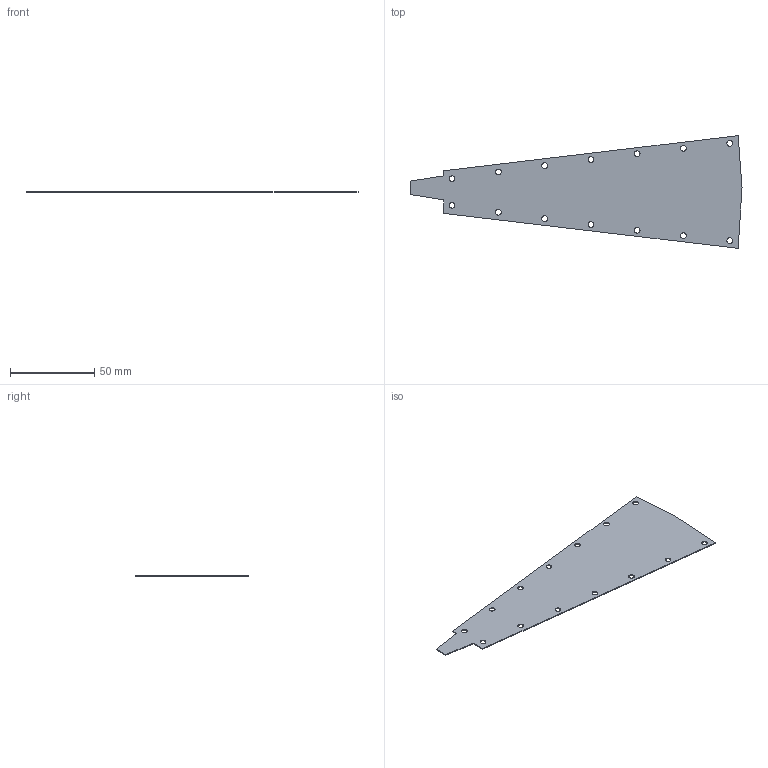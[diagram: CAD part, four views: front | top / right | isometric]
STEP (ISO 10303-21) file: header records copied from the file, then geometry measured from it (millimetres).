
FILE_DESCRIPTION(('FreeCAD Model'),'2;1');
FILE_NAME('segment.step','2020-05-15T08:00:31',('Author'),(''), 'Open CASCADE STEP processor 7.3','FreeCAD','Unknown');
FILE_SCHEMA(('AUTOMOTIVE_DESIGN { 1 0 10303 214 1 1 1 1 }'));
Length unit declared in the file: millimetre
Products named in the file (1): Hole013
Bounding box: 197.3 x 67 x 0.5 mm (x, y, z)
Volume: 4124.6 mm3; surface area: 16812.7 mm2
Topology: 1 solids, 1 shells, 25 faces, 69 edges, 46 vertices
Faces by surface type: cylinder 14, plane 11
Full cylindrical faces by diameter (mm): 3.4 x14
Entity records: 1827 total; most frequent: CARTESIAN_POINT 363, DIRECTION 273, LINE 151, VECTOR 151, ORIENTED_EDGE 138, PCURVE 138, DEFINITIONAL_REPRESENTATION 138, EDGE_CURVE 69
